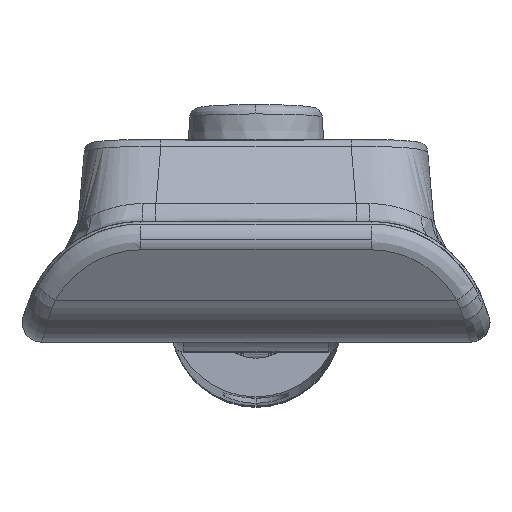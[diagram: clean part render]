
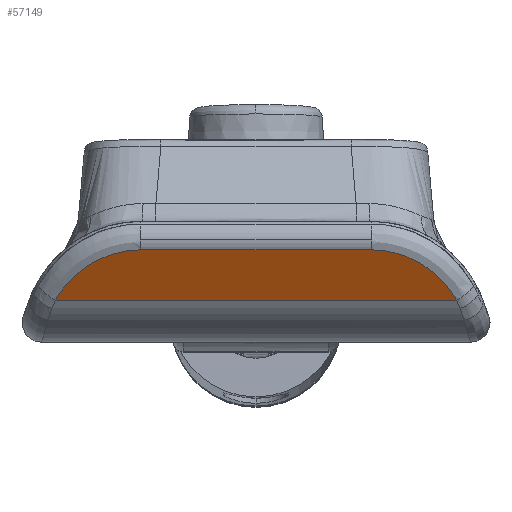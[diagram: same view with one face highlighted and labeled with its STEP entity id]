
A CAD part, top view. The second image highlights one B-rep face of the part: STEP entity #57149.
In plain terms, the highlighted planar face has unit normal (0, -0.5, 0.866).
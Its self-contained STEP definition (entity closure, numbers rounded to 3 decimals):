
#1034 = CARTESIAN_POINT ( 'NONE',  ( -19.517, 3.647, 61.544 ) ) ;
#1262 = CARTESIAN_POINT ( 'NONE',  ( -17.494, 5.663, 62.708 ) ) ;
#1483 = CARTESIAN_POINT ( 'NONE',  ( -17.624, 5.564, 62.65 ) ) ;
#1515 = LINE ( 'NONE', #3851, #62164 ) ;
#3156 = PLANE ( 'NONE',  #31773 ) ;
#3851 = CARTESIAN_POINT ( 'NONE',  ( -40.674, 7.638, 63.847 ) ) ;
#4907 = FACE_OUTER_BOUND ( 'NONE', #24486, .T. ) ;
#5946 = CARTESIAN_POINT ( 'NONE',  ( -17.753, 5.462, 62.591 ) ) ;
#6168 = CARTESIAN_POINT ( 'NONE',  ( -14.183, 7.288, 63.646 ) ) ;
#6549 = ORIENTED_EDGE ( 'NONE', *, *, #56813, .T. ) ;
#6613 = CARTESIAN_POINT ( 'NONE',  ( -14.829, 7.091, 63.532 ) ) ;
#8256 = CARTESIAN_POINT ( 'NONE',  ( 17.628, 5.563, 62.65 ) ) ;
#10577 = DIRECTION ( 'NONE',  ( 1., 0., 0. ) ) ;
#10841 = CARTESIAN_POINT ( 'NONE',  ( -15.196, 6.95, 63.45 ) ) ;
#11289 = CARTESIAN_POINT ( 'NONE',  ( -20.019, 2.935, 61.132 ) ) ;
#11503 = CARTESIAN_POINT ( 'NONE',  ( -12.735, 7.59, 63.82 ) ) ;
#11637 = ORIENTED_EDGE ( 'NONE', *, *, #38868, .F. ) ;
#11727 = CARTESIAN_POINT ( 'NONE',  ( -18.201, 5.087, 62.375 ) ) ;
#13362 = CARTESIAN_POINT ( 'NONE',  ( 11.598, 7.638, 63.847 ) ) ;
#13590 = CARTESIAN_POINT ( 'NONE',  ( 19.796, 3.274, 61.328 ) ) ;
#16432 = CARTESIAN_POINT ( 'NONE',  ( -11.598, 7.638, 63.847 ) ) ;
#16872 = CARTESIAN_POINT ( 'NONE',  ( -16.058, 6.563, 63.227 ) ) ;
#18521 = CARTESIAN_POINT ( 'NONE',  ( 14.73, 7.131, 63.555 ) ) ;
#18772 = CARTESIAN_POINT ( 'NONE',  ( 0., -25.737, 44.578 ) ) ;
#19211 = CARTESIAN_POINT ( 'NONE',  ( 16.355, 6.411, 63.139 ) ) ;
#20018 = B_SPLINE_CURVE_WITH_KNOTS ( 'NONE', 3,
 ( #16432, #21998, #11503, #41394, #62134, #26917, #6168, #21336, #26695, #6613, #10841, #52494, #31819, #51619, #37157, #16872, #62567, #21551, #62785, #31601, #32028, #1262, #1483, #46484, #5946, #46699, #11727, #27140, #51844, #57652, #32244, #21116, #56983, #26483, #36286, #1034, #36726, #11289, #52061 ),
 .UNSPECIFIED., .F., .F.,
 ( 4, 1, 1, 1, 2, 2, 1, 1, 2, 2, 1, 2, 2, 1, 1, 2, 2, 1, 2, 2, 1, 1, 2, 2, 4 ),
 ( 0., 0.125, 0.188, 0.219, 0.234, 0.25, 0.313, 0.344, 0.359, 0.375, 0.438, 0.469, 0.5, 0.562, 0.594, 0.609, 0.625, 0.687, 0.719, 0.75, 0.813, 0.844, 0.859, 0.875, 1. ),
 .UNSPECIFIED. ) ;
#21116 = CARTESIAN_POINT ( 'NONE',  ( -19.089, 4.182, 61.852 ) ) ;
#21221 = ORIENTED_EDGE ( 'NONE', *, *, #28311, .T. ) ;
#21336 = CARTESIAN_POINT ( 'NONE',  ( -14.239, 7.272, 63.637 ) ) ;
#21551 = CARTESIAN_POINT ( 'NONE',  ( -16.54, 6.295, 63.072 ) ) ;
#21998 = CARTESIAN_POINT ( 'NONE',  ( -12.055, 7.638, 63.847 ) ) ;
#23665 = CARTESIAN_POINT ( 'NONE',  ( 13.419, 7.508, 63.773 ) ) ;
#24486 = EDGE_LOOP ( 'NONE', ( #6549, #11637, #21221, #30784 ) ) ;
#25239 = DIRECTION ( 'NONE',  ( 0., 0.866, 0.5 ) ) ;
#26483 = CARTESIAN_POINT ( 'NONE',  ( -19.42, 3.774, 61.617 ) ) ;
#26625 = VERTEX_POINT ( 'NONE', #60118 ) ;
#26695 = CARTESIAN_POINT ( 'NONE',  ( -14.509, 7.195, 63.592 ) ) ;
#26917 = CARTESIAN_POINT ( 'NONE',  ( -14.072, 7.318, 63.663 ) ) ;
#27140 = CARTESIAN_POINT ( 'NONE',  ( -18.432, 4.868, 62.248 ) ) ;
#28311 = EDGE_CURVE ( 'NONE', #61847, #26625, #1515, .T. ) ;
#28554 = CARTESIAN_POINT ( 'NONE',  ( 18.128, 5.159, 62.416 ) ) ;
#28800 = DIRECTION ( 'NONE',  ( -1., 0., 0. ) ) ;
#28985 = CARTESIAN_POINT ( 'NONE',  ( 16.917, 6.066, 62.94 ) ) ;
#29209 = CARTESIAN_POINT ( 'NONE',  ( 15.153, 6.976, 63.466 ) ) ;
#30784 = ORIENTED_EDGE ( 'NONE', *, *, #33412, .T. ) ;
#31601 = CARTESIAN_POINT ( 'NONE',  ( -16.915, 6.067, 62.941 ) ) ;
#31773 = AXIS2_PLACEMENT_3D ( 'NONE', #18772, #60882, #25239 ) ;
#31819 = CARTESIAN_POINT ( 'NONE',  ( -15.456, 6.842, 63.388 ) ) ;
#32028 = CARTESIAN_POINT ( 'NONE',  ( -17.187, 5.888, 62.837 ) ) ;
#32244 = CARTESIAN_POINT ( 'NONE',  ( -18.878, 4.415, 61.987 ) ) ;
#33412 = EDGE_CURVE ( 'NONE', #26625, #62911, #20018, .T. ) ;
#33681 = CARTESIAN_POINT ( 'NONE',  ( 17.456, 5.694, 62.725 ) ) ;
#36286 = CARTESIAN_POINT ( 'NONE',  ( -19.484, 3.69, 61.568 ) ) ;
#36726 = CARTESIAN_POINT ( 'NONE',  ( -19.793, 3.278, 61.33 ) ) ;
#37157 = CARTESIAN_POINT ( 'NONE',  ( -15.76, 6.707, 63.31 ) ) ;
#38868 = EDGE_CURVE ( 'NONE', #61847, #42010, #49494, .T. ) ;
#40449 = CARTESIAN_POINT ( 'NONE',  ( -40.674, 2.578, 60.926 ) ) ;
#41394 = CARTESIAN_POINT ( 'NONE',  ( -13.517, 7.451, 63.74 ) ) ;
#41688 = CARTESIAN_POINT ( 'NONE',  ( -20.225, 2.578, 60.926 ) ) ;
#42010 = VERTEX_POINT ( 'NONE', #49623 ) ;
#44112 = CARTESIAN_POINT ( 'NONE',  ( 19.299, 3.939, 61.712 ) ) ;
#46484 = CARTESIAN_POINT ( 'NONE',  ( -17.709, 5.497, 62.611 ) ) ;
#46699 = CARTESIAN_POINT ( 'NONE',  ( -17.96, 5.295, 62.495 ) ) ;
#47230 = LINE ( 'NONE', #40449, #48795 ) ;
#48795 = VECTOR ( 'NONE', #10577, 1000. ) ;
#49224 = CARTESIAN_POINT ( 'NONE',  ( 20.225, 2.578, 60.926 ) ) ;
#49494 = B_SPLINE_CURVE_WITH_KNOTS ( 'NONE', 3,
 ( #13362, #59970, #23665, #18521, #29209, #64890, #19211, #28985, #59524, #33681, #8256, #28554, #59099, #59757, #44112, #13590, #64206, #49224 ),
 .UNSPECIFIED., .F., .F.,
 ( 4, 2, 2, 2, 2, 2, 2, 2, 4 ),
 ( 0., 0.25, 0.375, 0.5, 0.562, 0.625, 0.75, 0.875, 1. ),
 .UNSPECIFIED. ) ;
#49623 = CARTESIAN_POINT ( 'NONE',  ( 20.225, 2.578, 60.926 ) ) ;
#51619 = CARTESIAN_POINT ( 'NONE',  ( -15.509, 6.819, 63.375 ) ) ;
#51844 = CARTESIAN_POINT ( 'NONE',  ( -18.584, 4.719, 62.162 ) ) ;
#52061 = CARTESIAN_POINT ( 'NONE',  ( -20.225, 2.578, 60.926 ) ) ;
#52494 = CARTESIAN_POINT ( 'NONE',  ( -15.352, 6.885, 63.413 ) ) ;
#56813 = EDGE_CURVE ( 'NONE', #62911, #42010, #47230, .T. ) ;
#56983 = CARTESIAN_POINT ( 'NONE',  ( -19.322, 3.898, 61.688 ) ) ;
#57149 = ADVANCED_FACE ( 'NONE', ( #4907 ), #3156, .F. ) ;
#57652 = CARTESIAN_POINT ( 'NONE',  ( -18.66, 4.642, 62.118 ) ) ;
#59099 = CARTESIAN_POINT ( 'NONE',  ( 18.44, 4.871, 62.25 ) ) ;
#59524 = CARTESIAN_POINT ( 'NONE',  ( 17.101, 5.945, 62.87 ) ) ;
#59757 = CARTESIAN_POINT ( 'NONE',  ( 19.026, 4.262, 61.898 ) ) ;
#59970 = CARTESIAN_POINT ( 'NONE',  ( 12.521, 7.638, 63.847 ) ) ;
#60118 = CARTESIAN_POINT ( 'NONE',  ( -11.598, 7.638, 63.847 ) ) ;
#60882 = DIRECTION ( 'NONE',  ( 0., 0.5, -0.866 ) ) ;
#61600 = CARTESIAN_POINT ( 'NONE',  ( 11.598, 7.638, 63.847 ) ) ;
#61847 = VERTEX_POINT ( 'NONE', #61600 ) ;
#62134 = CARTESIAN_POINT ( 'NONE',  ( -13.906, 7.361, 63.688 ) ) ;
#62164 = VECTOR ( 'NONE', #28800, 1000. ) ;
#62567 = CARTESIAN_POINT ( 'NONE',  ( -16.348, 6.404, 63.135 ) ) ;
#62785 = CARTESIAN_POINT ( 'NONE',  ( -16.637, 6.238, 63.039 ) ) ;
#62911 = VERTEX_POINT ( 'NONE', #41688 ) ;
#64206 = CARTESIAN_POINT ( 'NONE',  ( 20.021, 2.931, 61.13 ) ) ;
#64890 = CARTESIAN_POINT ( 'NONE',  ( 15.965, 6.616, 63.258 ) ) ;
